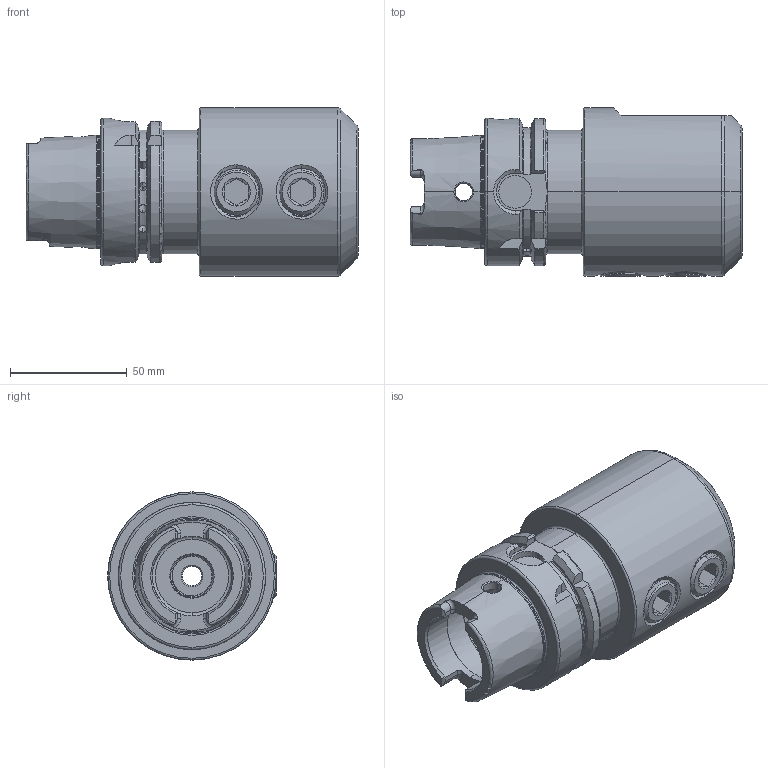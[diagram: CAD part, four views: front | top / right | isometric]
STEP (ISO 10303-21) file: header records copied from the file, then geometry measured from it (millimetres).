
FILE_DESCRIPTION (( 'STEP AP203' ), '1' );
FILE_NAME ('A63.04.32.STEP', '2016-09-05T05:36:32', ( '' ), ( '' ), 'SwSTEP 2.0', 'SolidWorks 2012', '' );
FILE_SCHEMA (( 'CONFIG_CONTROL_DESIGN' ));
Length unit declared in the file: millimetre
Products named in the file (3): A63.04.32; 側固32_M20x2_20L
Assembly tree (3 placements, depth 2):
  A63.04.32
    A63.04.32
    側固32_M20x2_20L  x2
Bounding box: 142 x 72 x 72 mm (x, y, z)
Volume: 322538.8 mm3; surface area: 60529.7 mm2
Topology: 3 solids, 3 shells, 380 faces, 1038 edges, 658 vertices
Faces by surface type: cylinder 164, plane 81, cone 51, bspline 44, torus 40
Entity records: 43380 total; most frequent: CARTESIAN_POINT 35534, ORIENTED_EDGE 1844, DIRECTION 1285, EDGE_CURVE 922, VERTEX_POINT 591, AXIS2_PLACEMENT_3D 510, EDGE_LOOP 357, FACE_OUTER_BOUND 341
